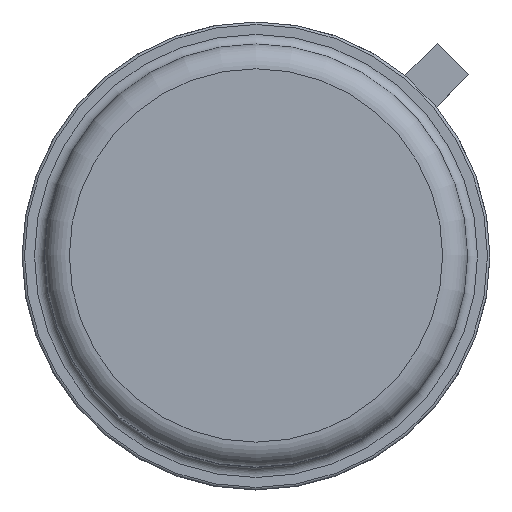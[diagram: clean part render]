
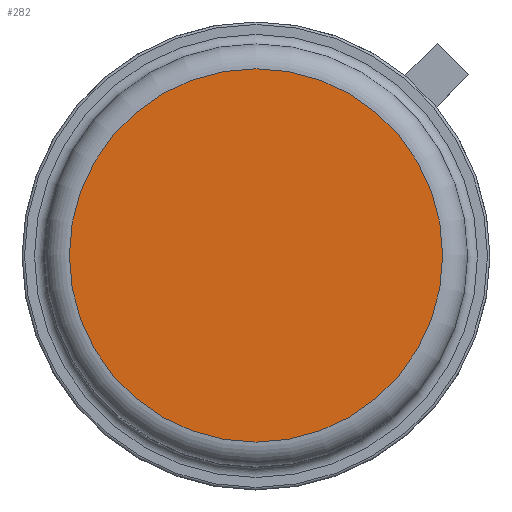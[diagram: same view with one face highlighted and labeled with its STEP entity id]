
A CAD part, top view. The second image highlights one B-rep face of the part: STEP entity #282.
In plain terms, the highlighted planar face has unit normal (0, 0, 1).
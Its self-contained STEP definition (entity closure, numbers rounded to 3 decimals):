
#61=PLANE('',#326);
#92=FACE_OUTER_BOUND('',#124,.T.);
#124=EDGE_LOOP('',(#227));
#150=CIRCLE('',#322,3.75);
#167=VERTEX_POINT('',#473);
#190=EDGE_CURVE('',#167,#167,#150,.T.);
#227=ORIENTED_EDGE('',*,*,#190,.F.);
#282=ADVANCED_FACE('',(#92),#61,.T.);
#322=AXIS2_PLACEMENT_3D('',#474,#384,#385);
#326=AXIS2_PLACEMENT_3D('',#480,#392,#393);
#384=DIRECTION('center_axis',(0.,0.,-1.));
#385=DIRECTION('ref_axis',(-1.,0.,0.));
#392=DIRECTION('center_axis',(0.,0.,1.));
#393=DIRECTION('ref_axis',(1.,0.,0.));
#473=CARTESIAN_POINT('',(3.75,0.,11.25));
#474=CARTESIAN_POINT('Origin',(0.,0.,11.25));
#480=CARTESIAN_POINT('Origin',(0.,0.,11.25));
